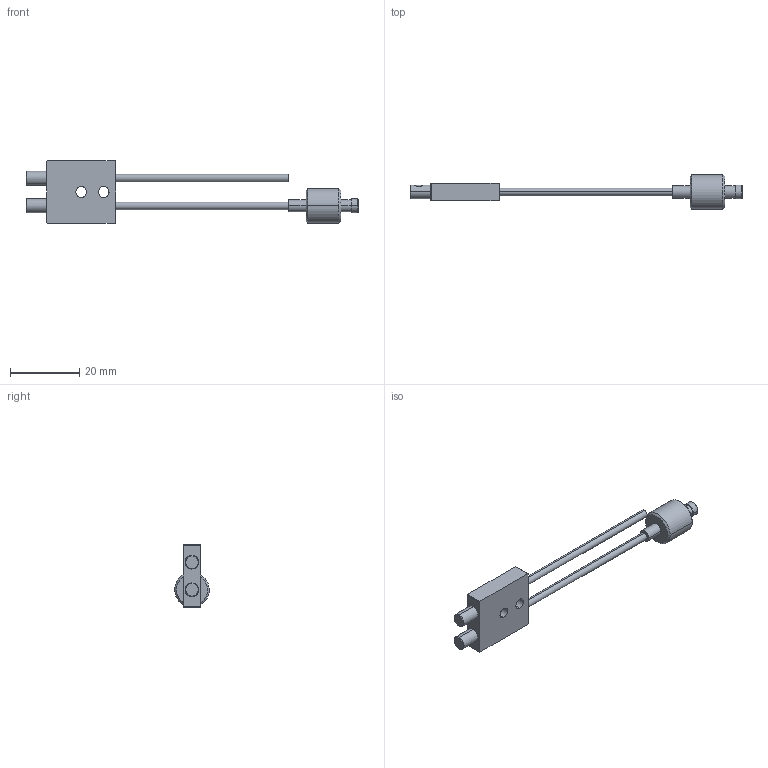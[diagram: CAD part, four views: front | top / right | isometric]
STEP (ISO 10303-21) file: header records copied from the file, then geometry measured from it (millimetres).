
FILE_DESCRIPTION (( 'STEP AP214' ), '1' );
FILE_NAME ('GPF-VD023-LF105-0.3(12.5).STEP', '2017-11-17T07:50:45', ( 'TWLEE' ), ( '' ), 'SwSTEP 2.0', 'SolidWorks 2015', '' );
FILE_SCHEMA (( 'AUTOMOTIVE_DESIGN' ));
Length unit declared in the file: millimetre
Products named in the file (5): GPF-VD023-LF105-0.3(12.5); GPF-VD023-LF105-0.3(12.5)_HEAD2; GPF-VD023-LF105-0.3(12.5)_FIBER; GPF-VD023-LF105-0.3(12.5)_LENS; GPF-VD023-LF105-0.3(12.5)_HEAD
Assembly tree (6 placements, depth 2):
  GPF-VD023-LF105-0.3(12.5)
    GPF-VD023-LF105-0.3(12.5)_HEAD2
    GPF-VD023-LF105-0.3(12.5)_HEAD
    GPF-VD023-LF105-0.3(12.5)_FIBER  x2
    GPF-VD023-LF105-0.3(12.5)_LENS  x2
Bounding box: 95.95 x 10 x 18 mm (x, y, z)
Volume: 3130.6 mm3; surface area: 2649.8 mm2
Topology: 6 solids, 6 shells, 68 faces, 140 edges, 90 vertices
Faces by surface type: cylinder 30, plane 26, cone 10, sphere 2
Entity records: 1733 total; most frequent: CARTESIAN_POINT 296, DIRECTION 292, ORIENTED_EDGE 224, AXIS2_PLACEMENT_3D 118, EDGE_CURVE 112, VERTEX_POINT 72, EDGE_LOOP 66, LINE 56
